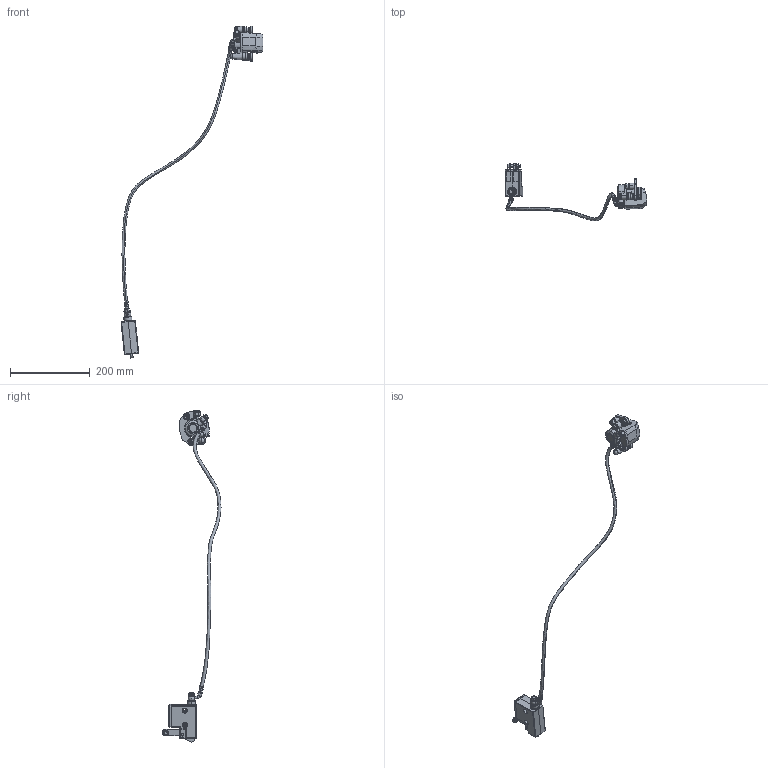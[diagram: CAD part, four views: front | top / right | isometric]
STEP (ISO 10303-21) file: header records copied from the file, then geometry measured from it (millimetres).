
FILE_DESCRIPTION (( 'STEP AP214' ), '1' );
FILE_NAME ('brake master cyl and caliper assembly.STEP', '2024-02-19T18:37:16', ( '' ), ( '' ), 'SwSTEP 2.0', 'SolidWorks 2017', '' );
FILE_SCHEMA (( 'AUTOMOTIVE_DESIGN' ));
Length unit declared in the file: inch
Products named in the file (53): banjo bolt M10; brake pads assembly; banjo fitting M10; banjo washer M10; brake spring; caliper mount bracket; socket head cap screw_am; caliper; M8x1 Bleed Fitting; brake pad pin; brake pad; brake master cylinder; hex flange nut_am; brake master cylinder lever; brake master cylinder pin; flat head screw_am; brake master cyl and caliper assembly; Honda GX200; brake line; motor_mount; hex flange screw_am; brake master cylinder cap; hex flange screw_am_B18.2.3.4M - Hex flange screw, M6 x 1.0 x 25 --25N; hex flange nut_am_B18.2.2.4M - Hex flange nut, M6 x 1 --N; brake caliper; banjo fitting M10_Opposite; socket head cap screw_am_B18.3.1M - 8 x 1.25 x 20 Hex SHCS -- 20NHX; flat head screw_am_B18.6.7M - M4 x 0.7 x 10 Type I Cross Recessed FHMS --10N
Assembly tree (34 placements, depth 6):
  banjo fitting M10
  socket head cap screw_am
  brake pad pin
  brake pad
  banjo bolt M10
Bounding box: 355.46 x 145.5 x 831.9 mm (x, y, z)
Volume: 305985 mm3; surface area: 127190.2 mm2
Topology: 27 solids, 27 shells, 1234 faces, 2998 edges, 1855 vertices
Faces by surface type: plane 523, cylinder 353, cone 140, bspline 108, torus 88, sphere 22
Entity records: 36357 total; most frequent: CARTESIAN_POINT 11945, ORIENTED_EDGE 4526, DIRECTION 4502, EDGE_CURVE 2263, AXIS2_PLACEMENT_3D 1684, VERTEX_POINT 1409, LINE 1134, VECTOR 1134
